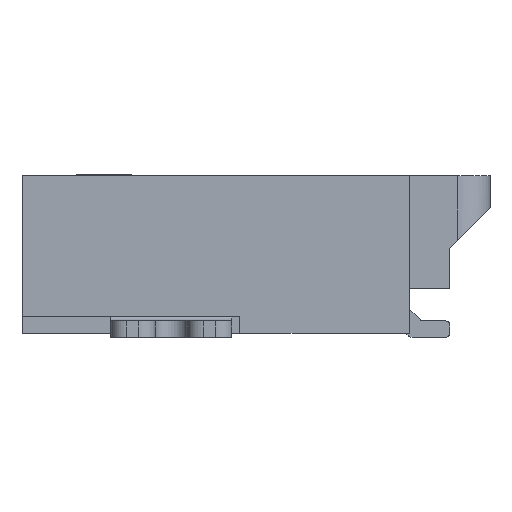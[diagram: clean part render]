
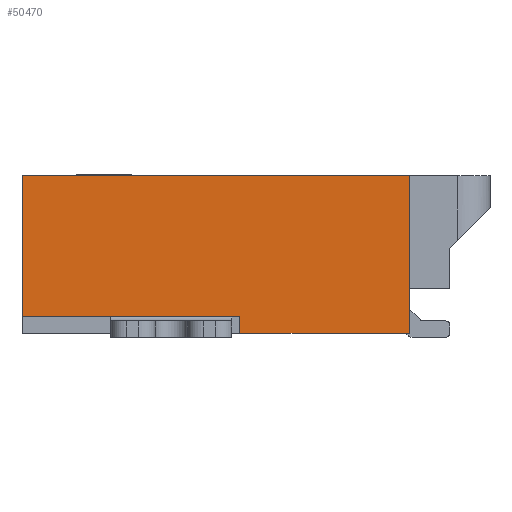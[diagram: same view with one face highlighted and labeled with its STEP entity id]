
A CAD part, left-side view. The second image highlights one B-rep face of the part: STEP entity #50470.
In plain terms, the highlighted planar face has unit normal (-1, 0, 0).
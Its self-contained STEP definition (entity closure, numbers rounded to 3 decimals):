
#139 = CARTESIAN_POINT ( 'NONE',  ( -7.7, 0.2, 0.05 ) ) ;
#318 = LINE ( 'NONE', #1238, #34950 ) ;
#1238 = CARTESIAN_POINT ( 'NONE',  ( -7.7, -1.9, 0. ) ) ;
#2805 = VERTEX_POINT ( 'NONE', #38823 ) ;
#3050 = VERTEX_POINT ( 'NONE', #56112 ) ;
#4514 = VERTEX_POINT ( 'NONE', #42728 ) ;
#5948 = DIRECTION ( 'NONE',  ( 0., 0., 1. ) ) ;
#10076 = EDGE_CURVE ( 'NONE', #10511, #2805, #318, .T. ) ;
#10372 = EDGE_CURVE ( 'NONE', #10511, #32560, #10599, .T. ) ;
#10511 = VERTEX_POINT ( 'NONE', #42641 ) ;
#10599 = LINE ( 'NONE', #18758, #26937 ) ;
#11339 = ORIENTED_EDGE ( 'NONE', *, *, #43846, .T. ) ;
#11484 = CARTESIAN_POINT ( 'NONE',  ( -7.7, -4.301, 0.25 ) ) ;
#11798 = LINE ( 'NONE', #11484, #29050 ) ;
#11866 = DIRECTION ( 'NONE',  ( 0., 1., 0. ) ) ;
#16692 = ORIENTED_EDGE ( 'NONE', *, *, #42053, .F. ) ;
#18719 = EDGE_CURVE ( 'NONE', #2805, #26929, #21551, .T. ) ;
#18758 = CARTESIAN_POINT ( 'NONE',  ( -7.7, 0., 0.05 ) ) ;
#19107 = DIRECTION ( 'NONE',  ( 0., 0., 1. ) ) ;
#21342 = LINE ( 'NONE', #41204, #39273 ) ;
#21551 = LINE ( 'NONE', #54990, #49665 ) ;
#22102 = EDGE_LOOP ( 'NONE', ( #16692, #11339, #61775, #42067, #35417, #27476 ) ) ;
#23417 = DIRECTION ( 'NONE',  ( -1., 0., 0. ) ) ;
#26929 = VERTEX_POINT ( 'NONE', #41876 ) ;
#26937 = VECTOR ( 'NONE', #37961, 1000. ) ;
#27476 = ORIENTED_EDGE ( 'NONE', *, *, #37990, .F. ) ;
#29050 = VECTOR ( 'NONE', #30625, 1000. ) ;
#30625 = DIRECTION ( 'NONE',  ( 0., 1., 0. ) ) ;
#32560 = VERTEX_POINT ( 'NONE', #139 ) ;
#33230 = PLANE ( 'NONE',  #51211 ) ;
#34950 = VECTOR ( 'NONE', #5948, 1000. ) ;
#35417 = ORIENTED_EDGE ( 'NONE', *, *, #18719, .T. ) ;
#37961 = DIRECTION ( 'NONE',  ( 0., 1., 0. ) ) ;
#37990 = EDGE_CURVE ( 'NONE', #3050, #26929, #42440, .T. ) ;
#38823 = CARTESIAN_POINT ( 'NONE',  ( -7.7, -1.9, 2. ) ) ;
#39273 = VECTOR ( 'NONE', #50321, 1000. ) ;
#41204 = CARTESIAN_POINT ( 'NONE',  ( -7.7, 0.2, 0. ) ) ;
#41876 = CARTESIAN_POINT ( 'NONE',  ( -7.7, 2.9, 2. ) ) ;
#42053 = EDGE_CURVE ( 'NONE', #4514, #3050, #11798, .T. ) ;
#42067 = ORIENTED_EDGE ( 'NONE', *, *, #10076, .T. ) ;
#42440 = LINE ( 'NONE', #43361, #56941 ) ;
#42641 = CARTESIAN_POINT ( 'NONE',  ( -7.7, -1.9, 0.05 ) ) ;
#42728 = CARTESIAN_POINT ( 'NONE',  ( -7.7, 0.2, 0.25 ) ) ;
#43361 = CARTESIAN_POINT ( 'NONE',  ( -7.7, 2.9, 0. ) ) ;
#43846 = EDGE_CURVE ( 'NONE', #4514, #32560, #21342, .T. ) ;
#49665 = VECTOR ( 'NONE', #11866, 1000. ) ;
#50321 = DIRECTION ( 'NONE',  ( 0., 0., -1. ) ) ;
#50470 = ADVANCED_FACE ( 'NONE', ( #51777 ), #33230, .T. ) ;
#51211 = AXIS2_PLACEMENT_3D ( 'NONE', #52113, #23417, #53052 ) ;
#51777 = FACE_OUTER_BOUND ( 'NONE', #22102, .T. ) ;
#52113 = CARTESIAN_POINT ( 'NONE',  ( -7.7, 0., 0. ) ) ;
#53052 = DIRECTION ( 'NONE',  ( 0., -1., 0. ) ) ;
#54990 = CARTESIAN_POINT ( 'NONE',  ( -7.7, 0., 2. ) ) ;
#56112 = CARTESIAN_POINT ( 'NONE',  ( -7.7, 2.9, 0.25 ) ) ;
#56941 = VECTOR ( 'NONE', #19107, 1000. ) ;
#61775 = ORIENTED_EDGE ( 'NONE', *, *, #10372, .F. ) ;
